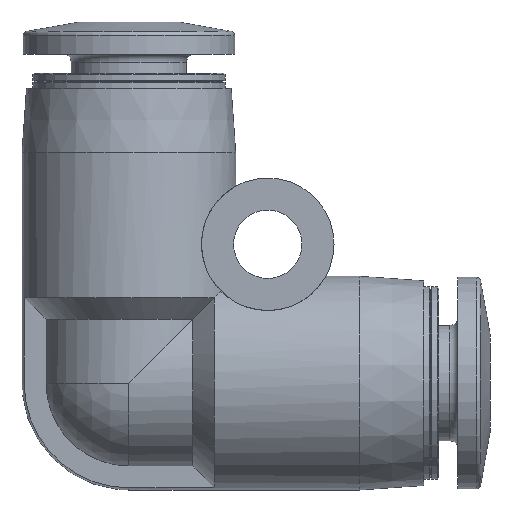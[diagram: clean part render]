
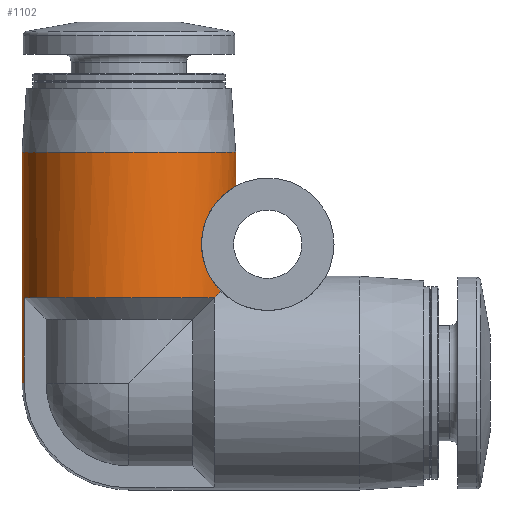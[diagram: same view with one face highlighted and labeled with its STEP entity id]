
A CAD part, left-side view. The second image highlights one B-rep face of the part: STEP entity #1102.
In plain terms, the highlighted cylindrical face has radius 5 mm (diameter 10 mm), a full revolution.
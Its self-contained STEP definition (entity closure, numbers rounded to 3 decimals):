
#58=LINE('',#1583,#66);
#59=LINE('',#1587,#67);
#66=VECTOR('',#1307,1000.);
#67=VECTOR('',#1310,1000.);
#74=B_SPLINE_CURVE_WITH_KNOTS('',3,(#1560,#1561,#1562,#1563,#1564,#1565,
#1566,#1567,#1568,#1569,#1570,#1571,#1572,#1573,#1574,#1575,#1576),
 .UNSPECIFIED.,.F.,.F.,(4,1,1,1,1,1,1,1,1,1,1,1,1,1,4),(0.003,
0.004,0.005,0.006,0.007,
0.008,0.009,0.011,0.013,
0.014,0.015,0.016,0.017,
0.018,0.019),.UNSPECIFIED.);
#83=ELLIPSE('',#1170,7.071,5.);
#84=ELLIPSE('',#1174,7.071,5.);
#90=ORIENTED_EDGE('',*,*,#256,.F.);
#91=ORIENTED_EDGE('',*,*,#257,.F.);
#92=ORIENTED_EDGE('',*,*,#258,.T.);
#93=ORIENTED_EDGE('',*,*,#259,.T.);
#94=ORIENTED_EDGE('',*,*,#260,.T.);
#95=ORIENTED_EDGE('',*,*,#261,.T.);
#96=ORIENTED_EDGE('',*,*,#262,.F.);
#97=ORIENTED_EDGE('',*,*,#263,.T.);
#98=ORIENTED_EDGE('',*,*,#264,.T.);
#256=EDGE_CURVE('',#339,#339,#406,.T.);
#257=EDGE_CURVE('',#340,#341,#74,.T.);
#258=EDGE_CURVE('',#340,#342,#83,.F.);
#259=EDGE_CURVE('',#342,#343,#407,.T.);
#260=EDGE_CURVE('',#343,#344,#58,.T.);
#261=EDGE_CURVE('',#344,#345,#408,.T.);
#262=EDGE_CURVE('',#346,#345,#59,.T.);
#263=EDGE_CURVE('',#346,#347,#409,.T.);
#264=EDGE_CURVE('',#347,#341,#84,.F.);
#339=VERTEX_POINT('',#1559);
#340=VERTEX_POINT('',#1577);
#341=VERTEX_POINT('',#1578);
#342=VERTEX_POINT('',#1580);
#343=VERTEX_POINT('',#1582);
#344=VERTEX_POINT('',#1584);
#345=VERTEX_POINT('',#1586);
#346=VERTEX_POINT('',#1588);
#347=VERTEX_POINT('',#1590);
#406=CIRCLE('',#1169,5.);
#407=CIRCLE('',#1171,5.);
#408=CIRCLE('',#1172,5.);
#409=CIRCLE('',#1173,5.);
#468=EDGE_LOOP('',(#90));
#469=EDGE_LOOP('',(#91,#92,#93,#94,#95,#96,#97,#98));
#571=FACE_BOUND('',#468,.T.);
#572=FACE_BOUND('',#469,.T.);
#673=CYLINDRICAL_SURFACE('',#1168,5.);
#1102=ADVANCED_FACE('',(#571,#572),#673,.T.);
#1168=AXIS2_PLACEMENT_3D('',#1557,#1299,#1300);
#1169=AXIS2_PLACEMENT_3D('',#1558,#1301,#1302);
#1170=AXIS2_PLACEMENT_3D('',#1579,#1303,#1304);
#1171=AXIS2_PLACEMENT_3D('',#1581,#1305,#1306);
#1172=AXIS2_PLACEMENT_3D('',#1585,#1308,#1309);
#1173=AXIS2_PLACEMENT_3D('',#1589,#1311,#1312);
#1174=AXIS2_PLACEMENT_3D('',#1591,#1313,#1314);
#1299=DIRECTION('',(0.,0.,1.));
#1300=DIRECTION('',(0.,-1.,0.));
#1301=DIRECTION('',(0.,0.,1.));
#1302=DIRECTION('',(0.,-1.,0.));
#1303=DIRECTION('',(0.,-0.707,-0.707));
#1304=DIRECTION('',(0.,-0.707,0.707));
#1305=DIRECTION('',(0.,0.,1.));
#1306=DIRECTION('',(0.,-1.,0.));
#1307=DIRECTION('',(0.,0.,-1.));
#1308=DIRECTION('',(0.,0.,1.));
#1309=DIRECTION('',(0.,-1.,0.));
#1310=DIRECTION('',(0.,0.,-1.));
#1311=DIRECTION('',(0.,0.,1.));
#1312=DIRECTION('',(0.,-1.,0.));
#1313=DIRECTION('',(0.,-0.707,-0.707));
#1314=DIRECTION('',(0.,-0.707,0.707));
#1557=CARTESIAN_POINT('',(0.,0.,16.9));
#1558=CARTESIAN_POINT('',(0.,0.,10.8));
#1559=CARTESIAN_POINT('',(0.,-5.,10.8));
#1560=CARTESIAN_POINT('',(2.538,-4.308,4.308));
#1561=CARTESIAN_POINT('',(2.805,-4.151,4.465));
#1562=CARTESIAN_POINT('',(3.263,-3.811,4.873));
#1563=CARTESIAN_POINT('',(3.646,-3.425,5.782));
#1564=CARTESIAN_POINT('',(3.703,-3.359,6.841));
#1565=CARTESIAN_POINT('',(3.439,-3.645,7.832));
#1566=CARTESIAN_POINT('',(2.848,-4.142,8.56));
#1567=CARTESIAN_POINT('',(1.728,-4.775,9.115));
#1568=CARTESIAN_POINT('',(-0.001,-5.15,9.278));
#1569=CARTESIAN_POINT('',(-1.723,-4.776,9.116));
#1570=CARTESIAN_POINT('',(-2.844,-4.144,8.562));
#1571=CARTESIAN_POINT('',(-3.434,-3.65,7.84));
#1572=CARTESIAN_POINT('',(-3.702,-3.36,6.853));
#1573=CARTESIAN_POINT('',(-3.648,-3.423,5.788));
#1574=CARTESIAN_POINT('',(-3.265,-3.809,4.875));
#1575=CARTESIAN_POINT('',(-2.804,-4.151,4.465));
#1576=CARTESIAN_POINT('',(-2.538,-4.308,4.308));
#1577=CARTESIAN_POINT('',(2.538,-4.308,4.308));
#1578=CARTESIAN_POINT('',(-2.538,-4.308,4.308));
#1579=CARTESIAN_POINT('',(0.,0.,0.));
#1580=CARTESIAN_POINT('',(3.,-4.,4.));
#1581=CARTESIAN_POINT('',(0.,0.,4.));
#1582=CARTESIAN_POINT('',(1.,4.899,4.));
#1583=CARTESIAN_POINT('',(1.,4.899,4.));
#1584=CARTESIAN_POINT('',(1.,4.899,0.));
#1585=CARTESIAN_POINT('',(0.,0.,0.));
#1586=CARTESIAN_POINT('',(-1.,4.899,0.));
#1587=CARTESIAN_POINT('',(-1.,4.899,4.));
#1588=CARTESIAN_POINT('',(-1.,4.899,4.));
#1589=CARTESIAN_POINT('',(0.,0.,4.));
#1590=CARTESIAN_POINT('',(-3.,-4.,4.));
#1591=CARTESIAN_POINT('',(0.,0.,0.));
